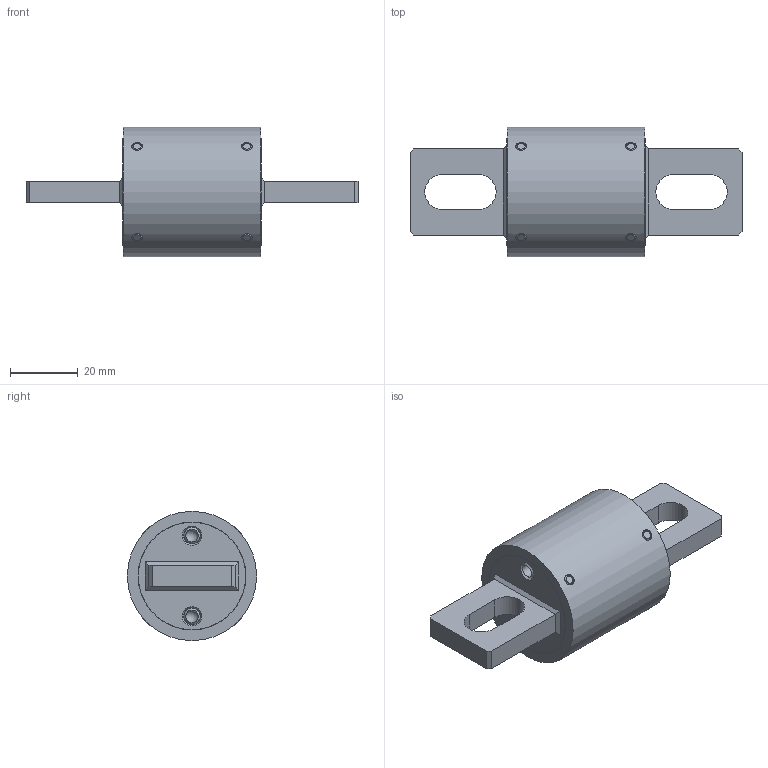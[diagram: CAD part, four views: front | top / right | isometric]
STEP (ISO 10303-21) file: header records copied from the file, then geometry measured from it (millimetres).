
FILE_DESCRIPTION (( 'STEP AP214' ), '1' );
FILE_NAME ('241007.STEP', '2017-02-27T16:24:59', ( '' ), ( '' ), 'SwSTEP 2.0', 'SolidWorks 2016', '' );
FILE_SCHEMA (( 'AUTOMOTIVE_DESIGN' ));
Length unit declared in the file: inch
Products named in the file (1): 241007
Bounding box: 97.89 x 38.1 x 38.1 mm (x, y, z)
Volume: 34847.8 mm3; surface area: 21056.5 mm2
Topology: 15 solids, 15 shells, 856 faces, 2308 edges, 1492 vertices
Faces by surface type: cylinder 284, plane 280, sphere 152, bspline 96, cone 44
Full cylindrical faces by diameter (mm): 3.175 x8, 3.202 x16, 3.708 x4, 4.762 x4, 4.877 x4, 31.674 x2, 31.75 x1, 38.1 x1
Entity records: 45538 total; most frequent: CARTESIAN_POINT 15313, ORIENTED_EDGE 4356, DIRECTION 3250, EDGE_CURVE 2178, VERTEX_POINT 1454, AXIS2_PLACEMENT_3D 1319, EDGE_LOOP 988, FACE_OUTER_BOUND 896
